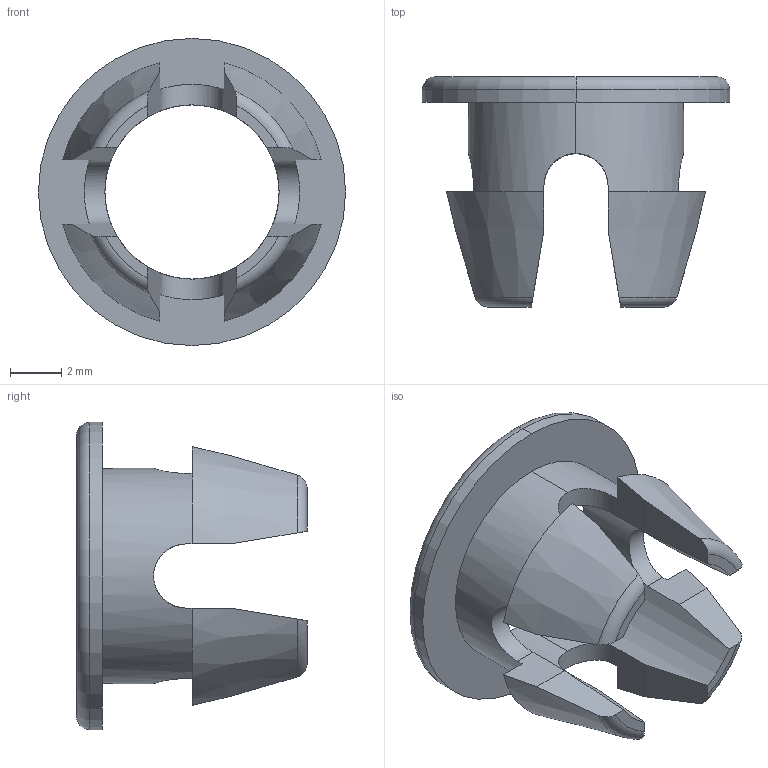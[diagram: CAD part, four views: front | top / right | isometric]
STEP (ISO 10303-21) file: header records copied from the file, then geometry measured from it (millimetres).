
FILE_DESCRIPTION (( 'STEP AP203' ), '1' );
FILE_NAME ('AC-25-RG-3.STEP', '2008-09-18T10:32:47', ( ' ' ), ( ' ' ), 'SwSTEP 2.0', 'SolidWorks 2007', '' );
FILE_SCHEMA (( 'CONFIG_CONTROL_DESIGN' ));
Length unit declared in the file: millimetre
Products named in the file (1): AC-25-RG-3
Bounding box: 12 x 9 x 12 mm (x, y, z)
Volume: 212.4 mm3; surface area: 537.9 mm2
Topology: 1 solids, 1 shells, 48 faces, 134 edges, 88 vertices
Faces by surface type: plane 26, cylinder 10, cone 6, torus 6
Entity records: 1801 total; most frequent: CARTESIAN_POINT 547, ORIENTED_EDGE 268, DIRECTION 222, EDGE_CURVE 134, VERTEX_POINT 88, AXIS2_PLACEMENT_3D 83, VECTOR 56, LINE 56
